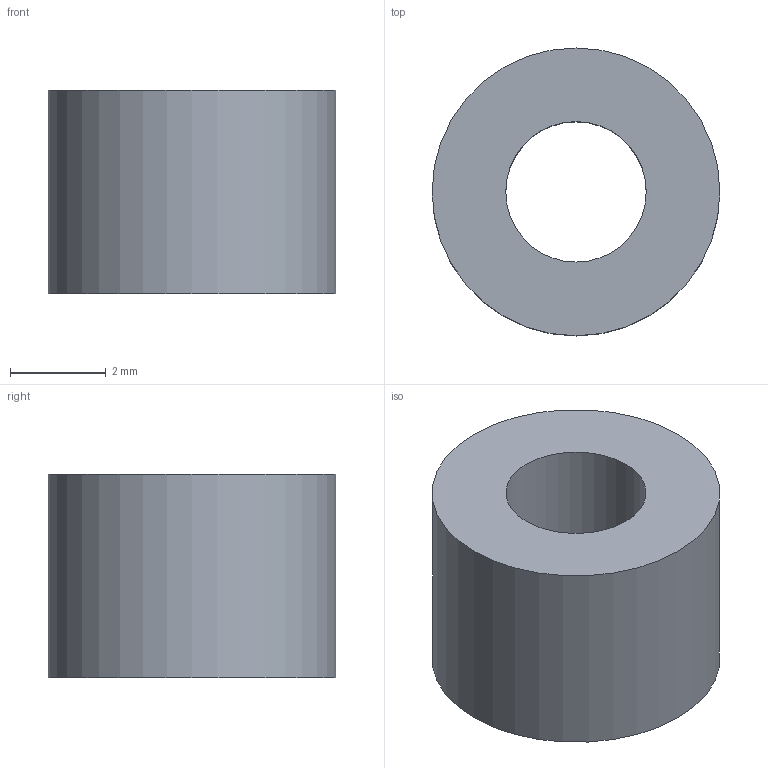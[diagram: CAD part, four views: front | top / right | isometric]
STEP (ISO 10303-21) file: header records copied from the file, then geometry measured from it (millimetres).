
FILE_DESCRIPTION(/* description */ (''),/* implementation_level */ '2;1');
FILE_NAME(/* name */ 'pillar v2.step',/* time_stamp */ '2022-06-11T09:49:21+08:00',/* author */ (''),/* organization */ (''),/* preprocessor_version */ 'ST-DEVELOPER v19',/* originating_system */ 'Autodesk Translation Framework v11.7.0.108',/* authorisation */ '');
FILE_SCHEMA (('AUTOMOTIVE_DESIGN { 1 0 10303 214 3 1 1 }'));
Length unit declared in the file: millimetre
Products named in the file (2): KB-1; pillar
Assembly tree (1 placements, depth 2):
  KB-1
    pillar
Bounding box: 6 x 6 x 4.25 mm (x, y, z)
Volume: 91.5 mm3; surface area: 162.3 mm2
Topology: 1 solids, 1 shells, 4 faces, 6 edges, 4 vertices
Faces by surface type: plane 2, cylinder 2
Full cylindrical faces by diameter (mm): 2.929 x1, 6 x1
Entity records: 158 total; most frequent: DIRECTION 24, CARTESIAN_POINT 17, ORIENTED_EDGE 12, AXIS2_PLACEMENT_3D 11, EDGE_LOOP 6, EDGE_CURVE 6, FACE_OUTER_BOUND 4, CIRCLE 4
